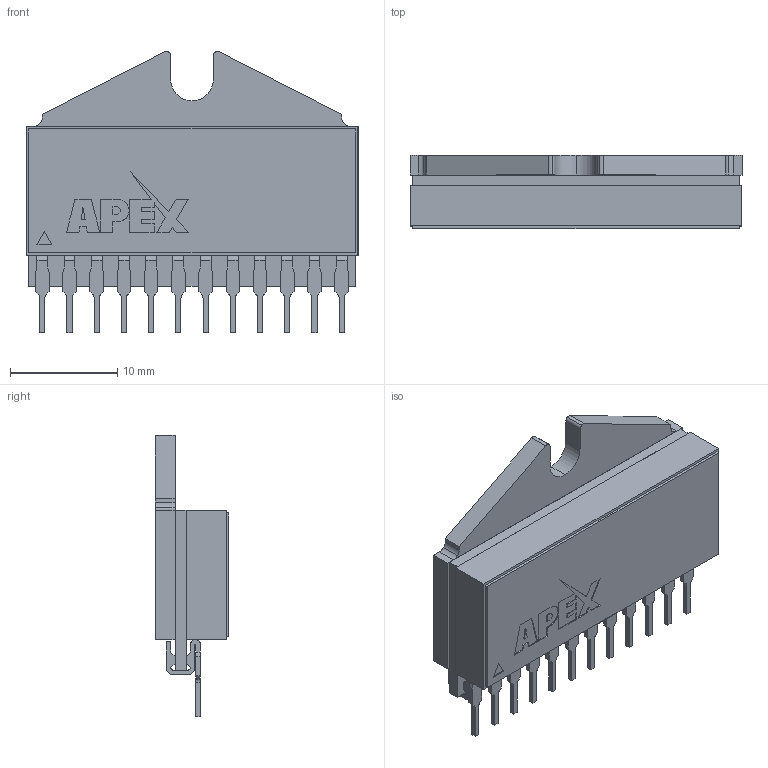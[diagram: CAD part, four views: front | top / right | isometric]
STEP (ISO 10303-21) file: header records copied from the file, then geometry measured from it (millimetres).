
FILE_DESCRIPTION((''),'2;1');
FILE_NAME('APEX_PA93_v.stp','2010-01-12T11:33:15',(''),(''),'Mechanical Desktop 2006','Mechanical Desktop 2006',', , ');
FILE_SCHEMA(('AUTOMOTIVE_DESIGN { 1 2 10303 214 0 1 1 1 }'));
Length unit declared in the file: millimetre
Products named in the file (1): Product
Bounding box: 30.99 x 6.86 x 26.24 mm (x, y, z)
Volume: 2926.2 mm3; surface area: 3882.3 mm2
Topology: 16 solids, 16 shells, 629 faces, 1770 edges, 1180 vertices
Faces by surface type: plane 421, cylinder 202, bspline 6
Entity records: 20319 total; most frequent: CARTESIAN_POINT 3598, ORIENTED_EDGE 3540, DIRECTION 3422, EDGE_CURVE 1770, VECTOR 1366, LINE 1366, VERTEX_POINT 1180, AXIS2_PLACEMENT_3D 1028
